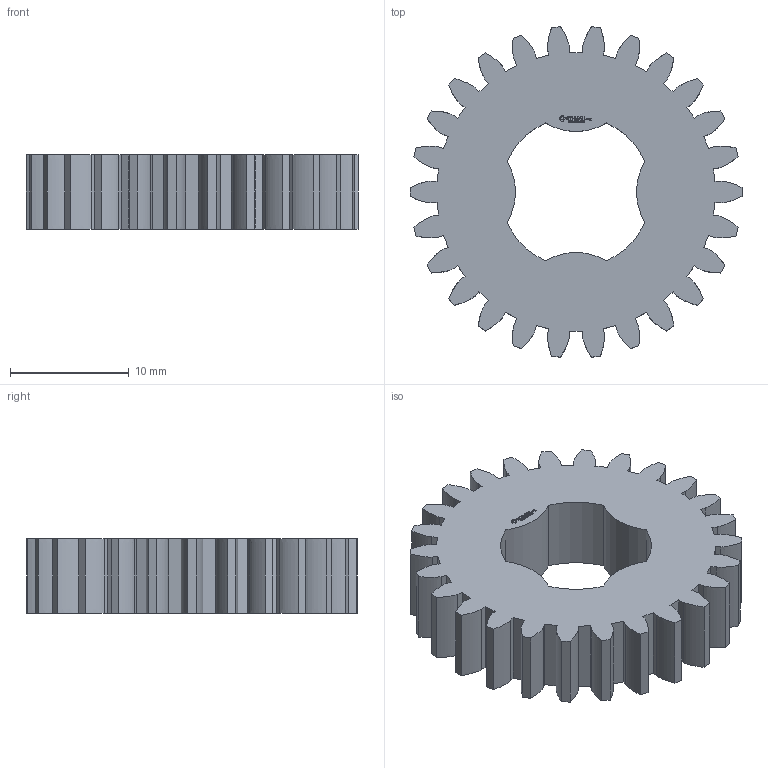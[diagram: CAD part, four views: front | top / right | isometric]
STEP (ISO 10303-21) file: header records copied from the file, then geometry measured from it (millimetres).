
FILE_DESCRIPTION(('FreeCAD Model'),'2;1');
FILE_NAME('Open CASCADE Shape Model','2024-03-09T18:38:41',(''),(''), 'Open CASCADE STEP processor 7.6','FreeCAD','Unknown');
FILE_SCHEMA(('AUTOMOTIVE_DESIGN { 1 0 10303 214 1 1 1 1 }'));
Length unit declared in the file: millimetre
Products named in the file (1): Gear Wheel PLN TTH26 BU00.50 SFT-SHD - SPN-GWH-0082 (stemfie.org)
Bounding box: 27.99 x 27.87 x 6.25 mm (x, y, z)
Volume: 2576.6 mm3; surface area: 2142.7 mm2
Topology: 1 solids, 1 shells, 642 faces, 1824 edges, 1216 vertices
Faces by surface type: extrusion 320, plane 314, cylinder 8
Entity records: 53739 total; most frequent: CARTESIAN_POINT 14971, DIRECTION 5174, VECTOR 4480, LINE 4160, ORIENTED_EDGE 3648, PCURVE 3648, DEFINITIONAL_REPRESENTATION 3648, EDGE_CURVE 1824
